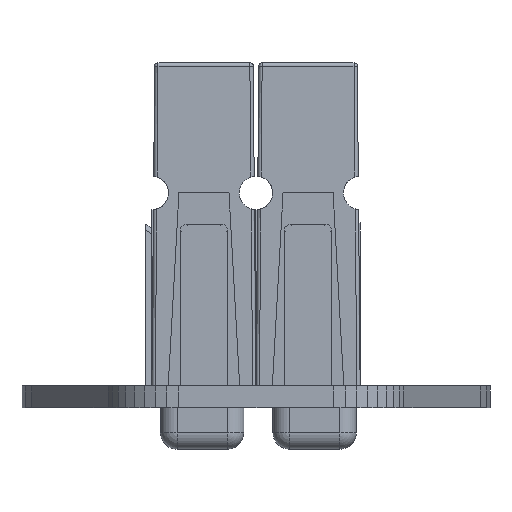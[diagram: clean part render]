
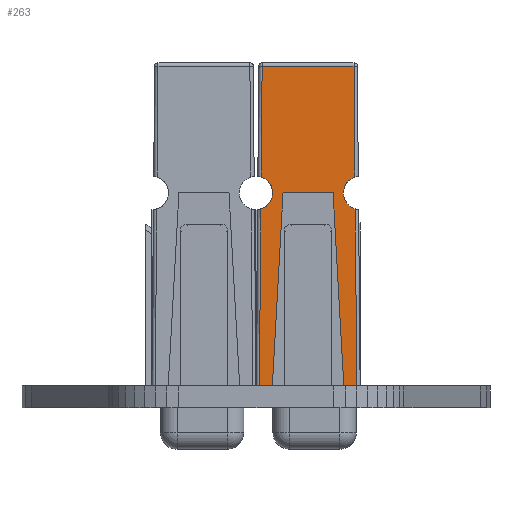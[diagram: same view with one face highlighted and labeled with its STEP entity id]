
A CAD part, left-side view. The second image highlights one B-rep face of the part: STEP entity #263.
In plain terms, the highlighted face is planar.
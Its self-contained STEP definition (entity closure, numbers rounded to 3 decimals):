
#263 = ADVANCED_FACE ( 'NONE', ( #31716 ), #8754, .T. ) ;
#608 = EDGE_LOOP ( 'NONE', ( #7934, #13576, #10815, #15313, #15805, #20092, #23239, #26303, #4788, #4638, #7393, #27568, #11324 ) ) ;
#645 = CARTESIAN_POINT ( 'NONE',  ( -1.905, -2.666, -8.181 ) ) ;
#744 = DIRECTION ( 'NONE',  ( 0.009, -1., -0.009 ) ) ;
#1174 = CARTESIAN_POINT ( 'NONE',  ( 3.496, -12.32, -8.265 ) ) ;
#1185 = DIRECTION ( 'NONE',  ( 1., 0., 0. ) ) ;
#1317 = CARTESIAN_POINT ( 'NONE',  ( -2.692, -2.666, -8.181 ) ) ;
#2237 = VERTEX_POINT ( 'NONE', #14510 ) ;
#2955 = EDGE_CURVE ( 'NONE', #25515, #28284, #24437, .T. ) ;
#3538 = EDGE_CURVE ( 'NONE', #21884, #9357, #26073, .T. ) ;
#4217 = CARTESIAN_POINT ( 'NONE',  ( 3.57, -3.874, -8.191 ) ) ;
#4298 = LINE ( 'NONE', #32704, #8598 ) ;
#4638 = ORIENTED_EDGE ( 'NONE', *, *, #27501, .T. ) ;
#4654 = EDGE_CURVE ( 'NONE', #18571, #20842, #32606, .T. ) ;
#4745 = CARTESIAN_POINT ( 'NONE',  ( 1.905, -2.666, -8.181 ) ) ;
#4779 = VECTOR ( 'NONE', #5949, 1000. ) ;
#4788 = ORIENTED_EDGE ( 'NONE', *, *, #15183, .T. ) ;
#5202 = CARTESIAN_POINT ( 'NONE',  ( -2.692, -2.666, -8.181 ) ) ;
#5613 = DIRECTION ( 'NONE',  ( 0.009, -1., -0.009 ) ) ;
#5949 = DIRECTION ( 'NONE',  ( -0.055, -0.998, -0.009 ) ) ;
#6358 = CARTESIAN_POINT ( 'NONE',  ( -2.692, -3.236, -8.186 ) ) ;
#6910 = CARTESIAN_POINT ( 'NONE',  ( -2.718, 12.015, -8.053 ) ) ;
#6985 = CARTESIAN_POINT ( 'NONE',  ( 3.496, -12.32, -8.265 ) ) ;
#7393 = ORIENTED_EDGE ( 'NONE', *, *, #9805, .T. ) ;
#7583 = CARTESIAN_POINT ( 'NONE',  ( 3.708, 12.015, -8.053 ) ) ;
#7775 = DIRECTION ( 'NONE',  ( -1., 0., 0. ) ) ;
#7927 = DIRECTION ( 'NONE',  ( 1., 0., 0. ) ) ;
#7934 = ORIENTED_EDGE ( 'NONE', *, *, #29661, .T. ) ;
#8576 = CARTESIAN_POINT ( 'NONE',  ( -3.496, -12.32, -8.265 ) ) ;
#8581 = DIRECTION ( 'NONE',  ( 0., -1., -0.009 ) ) ;
#8598 = VECTOR ( 'NONE', #7775, 1000. ) ;
#8664 = VERTEX_POINT ( 'NONE', #1174 ) ;
#8754 = PLANE ( 'NONE',  #21539 ) ;
#9357 = VERTEX_POINT ( 'NONE', #8576 ) ;
#9456 = VECTOR ( 'NONE', #5613, 1000. ) ;
#9651 = CARTESIAN_POINT ( 'NONE',  ( 3.591, -1.452, -8.17 ) ) ;
#9731 = VERTEX_POINT ( 'NONE', #18902 ) ;
#9805 = EDGE_CURVE ( 'NONE', #9731, #18571, #33103, .T. ) ;
#10771 = EDGE_CURVE ( 'NONE', #21711, #24303, #25379, .T. ) ;
#10815 = ORIENTED_EDGE ( 'NONE', *, *, #19597, .T. ) ;
#11185 = CARTESIAN_POINT ( 'NONE',  ( -3.57, -3.874, -8.191 ) ) ;
#11271 = VECTOR ( 'NONE', #7927, 1000. ) ;
#11324 = ORIENTED_EDGE ( 'NONE', *, *, #26335, .F. ) ;
#11540 = CARTESIAN_POINT ( 'NONE',  ( -2.692, -2.087, -8.176 ) ) ;
#12216 = VECTOR ( 'NONE', #1185, 1000. ) ;
#12217 = EDGE_CURVE ( 'NONE', #15315, #32258, #4298, .T. ) ;
#12464 = CARTESIAN_POINT ( 'NONE',  ( 2.145, -1.894, -8.174 ) ) ;
#13405 = DIRECTION ( 'NONE',  ( -0.055, 0.998, 0.009 ) ) ;
#13576 = ORIENTED_EDGE ( 'NONE', *, *, #12217, .T. ) ;
#13707 = EDGE_CURVE ( 'NONE', #28284, #21884, #31492, .T. ) ;
#13842 = CARTESIAN_POINT ( 'NONE',  ( 3.962, 12.015, -8.053 ) ) ;
#14510 = CARTESIAN_POINT ( 'NONE',  ( 2.718, 12.015, -8.053 ) ) ;
#15040 = VECTOR ( 'NONE', #25087, 1000. ) ;
#15183 = EDGE_CURVE ( 'NONE', #9357, #8664, #18170, .T. ) ;
#15313 = ORIENTED_EDGE ( 'NONE', *, *, #10771, .F. ) ;
#15315 = VERTEX_POINT ( 'NONE', #4745 ) ;
#15579 = VECTOR ( 'NONE', #19865, 1000. ) ;
#15688 = VECTOR ( 'NONE', #24038, 1000. ) ;
#15805 = ORIENTED_EDGE ( 'NONE', *, *, #23448, .T. ) ;
#15825 = CARTESIAN_POINT ( 'NONE',  ( -3.57, -3.874, -8.191 ) ) ;
#16718 = CARTESIAN_POINT ( 'NONE',  ( -3.591, -1.452, -8.17 ) ) ;
#17478 = CARTESIAN_POINT ( 'NONE',  ( -3.708, 12.015, -8.053 ) ) ;
#17819 = CARTESIAN_POINT ( 'NONE',  ( 3.591, -1.452, -8.17 ) ) ;
#18170 = LINE ( 'NONE', #26806, #11271 ) ;
#18571 = VERTEX_POINT ( 'NONE', #22489 ) ;
#18902 = CARTESIAN_POINT ( 'NONE',  ( 3.57, -3.874, -8.191 ) ) ;
#19597 = EDGE_CURVE ( 'NONE', #32258, #24303, #23611, .T. ) ;
#19865 = DIRECTION ( 'NONE',  ( 0.009, 1., 0.009 ) ) ;
#19932 = CARTESIAN_POINT ( 'NONE',  ( -1.905, -2.666, -8.181 ) ) ;
#20092 = ORIENTED_EDGE ( 'NONE', *, *, #2955, .T. ) ;
#20654 = CARTESIAN_POINT ( 'NONE',  ( 2.132, -3.406, -8.187 ) ) ;
#20842 = VERTEX_POINT ( 'NONE', #7583 ) ;
#21310 = CARTESIAN_POINT ( 'NONE',  ( -3.57, -3.874, -8.191 ) ) ;
#21312 = CARTESIAN_POINT ( 'NONE',  ( 3.962, 12.015, -8.053 ) ) ;
#21539 = AXIS2_PLACEMENT_3D ( 'NONE', #21312, #31554, #8581 ) ;
#21623 = LINE ( 'NONE', #24149, #12216 ) ;
#21711 = VERTEX_POINT ( 'NONE', #17478 ) ;
#21740 = CARTESIAN_POINT ( 'NONE',  ( -3.037, -1.621, -8.172 ) ) ;
#21884 = VERTEX_POINT ( 'NONE', #21310 ) ;
#22435 = CARTESIAN_POINT ( 'NONE',  ( -3.591, -1.452, -8.17 ) ) ;
#22489 = CARTESIAN_POINT ( 'NONE',  ( 3.591, -1.452, -8.17 ) ) ;
#22953 = CARTESIAN_POINT ( 'NONE',  ( -3.028, -3.698, -8.19 ) ) ;
#23239 = ORIENTED_EDGE ( 'NONE', *, *, #13707, .T. ) ;
#23448 = EDGE_CURVE ( 'NONE', #21711, #25515, #24831, .T. ) ;
#23611 = LINE ( 'NONE', #645, #29859 ) ;
#23710 = CARTESIAN_POINT ( 'NONE',  ( -3.708, 12.015, -8.053 ) ) ;
#24038 = DIRECTION ( 'NONE',  ( 1., 0., 0. ) ) ;
#24149 = CARTESIAN_POINT ( 'NONE',  ( 3.962, 12.015, -8.053 ) ) ;
#24303 = VERTEX_POINT ( 'NONE', #6910 ) ;
#24437 =( BOUNDED_CURVE ( )  B_SPLINE_CURVE ( 3, ( #16718, #21740, #11540, #1317 ),
 .UNSPECIFIED., .F., .T. ) 
 B_SPLINE_CURVE_WITH_KNOTS ( ( 4, 4 ),
 ( 0.297, 1.571 ),
 .UNSPECIFIED. ) 
 CURVE ( )  GEOMETRIC_REPRESENTATION_ITEM ( )  RATIONAL_B_SPLINE_CURVE ( ( 1., 0.869, 0.869, 1. ) ) 
 REPRESENTATION_ITEM ( '' )  );
#24831 = LINE ( 'NONE', #23710, #29292 ) ;
#25087 = DIRECTION ( 'NONE',  ( 0.009, 1., 0.009 ) ) ;
#25379 = LINE ( 'NONE', #13842, #15688 ) ;
#25515 = VERTEX_POINT ( 'NONE', #22435 ) ;
#26040 = LINE ( 'NONE', #26684, #4779 ) ;
#26073 = LINE ( 'NONE', #15825, #9456 ) ;
#26303 = ORIENTED_EDGE ( 'NONE', *, *, #3538, .T. ) ;
#26335 = EDGE_CURVE ( 'NONE', #2237, #20842, #21623, .T. ) ;
#26684 = CARTESIAN_POINT ( 'NONE',  ( 2.718, 12.015, -8.053 ) ) ;
#26806 = CARTESIAN_POINT ( 'NONE',  ( 3.962, -12.32, -8.265 ) ) ;
#27501 = EDGE_CURVE ( 'NONE', #8664, #9731, #28021, .T. ) ;
#27568 = ORIENTED_EDGE ( 'NONE', *, *, #4654, .T. ) ;
#28021 = LINE ( 'NONE', #6985, #15040 ) ;
#28284 = VERTEX_POINT ( 'NONE', #29819 ) ;
#29292 = VECTOR ( 'NONE', #744, 1000. ) ;
#29661 = EDGE_CURVE ( 'NONE', #2237, #15315, #26040, .T. ) ;
#29819 = CARTESIAN_POINT ( 'NONE',  ( -2.692, -2.666, -8.181 ) ) ;
#29859 = VECTOR ( 'NONE', #13405, 1000. ) ;
#31492 =( BOUNDED_CURVE ( )  B_SPLINE_CURVE ( 3, ( #5202, #6358, #22953, #11185 ),
 .UNSPECIFIED., .F., .F. ) 
 B_SPLINE_CURVE_WITH_KNOTS ( ( 4, 4 ),
 ( 1.571, 2.827 ),
 .UNSPECIFIED. ) 
 CURVE ( )  GEOMETRIC_REPRESENTATION_ITEM ( )  RATIONAL_B_SPLINE_CURVE ( ( 1., 0.873, 0.873, 1. ) ) 
 REPRESENTATION_ITEM ( '' )  );
#31554 = DIRECTION ( 'NONE',  ( 0., -0.009, 1. ) ) ;
#31716 = FACE_OUTER_BOUND ( 'NONE', #608, .T. ) ;
#32258 = VERTEX_POINT ( 'NONE', #19932 ) ;
#32606 = LINE ( 'NONE', #9651, #15579 ) ;
#32704 = CARTESIAN_POINT ( 'NONE',  ( 3.962, -2.666, -8.181 ) ) ;
#33103 =( BOUNDED_CURVE ( )  B_SPLINE_CURVE ( 3, ( #4217, #20654, #12464, #17819 ),
 .UNSPECIFIED., .F., .T. ) 
 B_SPLINE_CURVE_WITH_KNOTS ( ( 4, 4 ),
 ( 3.456, 5.986 ),
 .UNSPECIFIED. ) 
 CURVE ( )  GEOMETRIC_REPRESENTATION_ITEM ( )  RATIONAL_B_SPLINE_CURVE ( ( 1., 0.534, 0.534, 1. ) ) 
 REPRESENTATION_ITEM ( '' )  );
